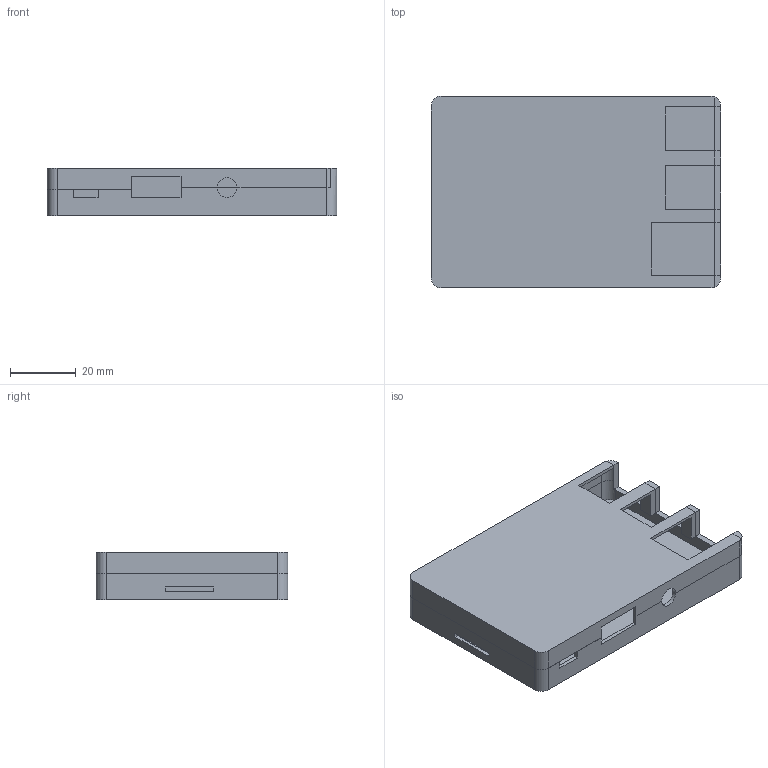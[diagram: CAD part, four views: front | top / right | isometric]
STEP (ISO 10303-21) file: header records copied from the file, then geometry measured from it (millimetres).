
FILE_DESCRIPTION(/* description */ (''),/* implementation_level */ '2;1');
FILE_NAME(/* name */ 'RPI 2 Model B Case Slim v6.stp',/* time_stamp */ '2025-09-12T00:19:40+02:00',/* author */ (''),/* organization */ (''),/* preprocessor_version */ 'ST-DEVELOPER v20.1',/* originating_system */ 'Autodesk Translation Framework v14.10.0.0',/* authorisation */ '');
FILE_SCHEMA (('AUTOMOTIVE_DESIGN { 1 0 10303 214 3 1 1 }'));
Length unit declared in the file: millimetre
Products named in the file (1): RPI 2 Model B Case - Slim
Bounding box: 87.92 x 58.24 x 14.5 mm (x, y, z)
Volume: 15809 mm3; surface area: 26217.1 mm2
Topology: 2 solids, 2 shells, 121 faces, 336 edges, 223 vertices
Faces by surface type: plane 95, cylinder 24, cone 2
Full cylindrical faces by diameter (mm): 2.75 x1, 8 x2
Entity records: 3868 total; most frequent: CARTESIAN_POINT 681, ORIENTED_EDGE 672, DIRECTION 637, EDGE_CURVE 336, LINE 279, VECTOR 279, VERTEX_POINT 223, AXIS2_PLACEMENT_3D 179
